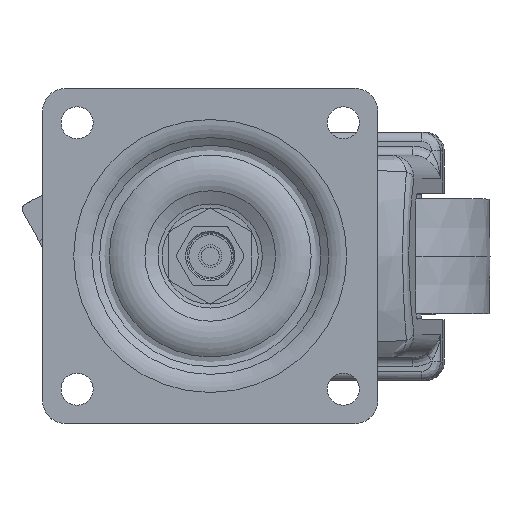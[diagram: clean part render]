
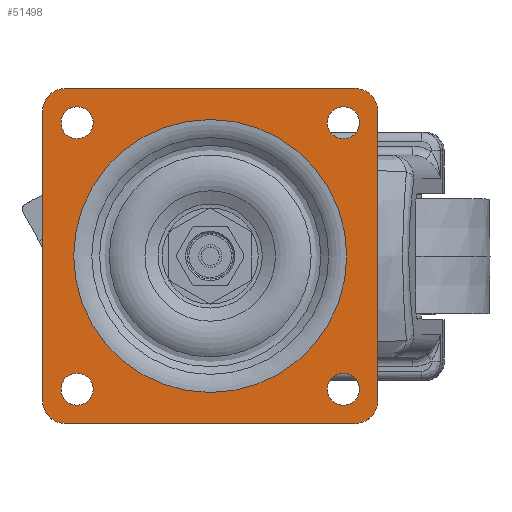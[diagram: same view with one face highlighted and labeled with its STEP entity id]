
A CAD part, top view. The second image highlights one B-rep face of the part: STEP entity #51498.
In plain terms, the highlighted planar face has unit normal (0, 0, 1).
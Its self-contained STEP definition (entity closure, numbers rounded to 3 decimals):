
#50975=CARTESIAN_POINT('',(29.732,0.,0.));
#50976=VERTEX_POINT('',#50975);
#50977=CARTESIAN_POINT('',(0.,0.,0.));
#50978=DIRECTION('',(0.0,0.0,-1.0));
#50979=DIRECTION('',(1.0,0.0,0.0));
#50980=AXIS2_PLACEMENT_3D('',#50977,#50978,#50979);
#50981=CIRCLE('',#50980,29.732);
#50982=EDGE_CURVE('',#50976,#50976,#50981,.T.);
#51116=CARTESIAN_POINT('',(25.5,-29.,0.));
#51117=VERTEX_POINT('',#51116);
#51118=CARTESIAN_POINT('',(29.,-29.,0.));
#51119=DIRECTION('',(0.0,0.0,-1.0));
#51120=DIRECTION('',(1.0,0.0,0.0));
#51121=AXIS2_PLACEMENT_3D('',#51118,#51119,#51120);
#51122=CIRCLE('',#51121,3.5);
#51123=EDGE_CURVE('',#51117,#51117,#51122,.T.);
#51144=CARTESIAN_POINT('',(25.5,29.,0.));
#51145=VERTEX_POINT('',#51144);
#51146=CARTESIAN_POINT('',(29.,29.,0.));
#51147=DIRECTION('',(0.0,0.0,-1.0));
#51148=DIRECTION('',(1.0,0.0,0.0));
#51149=AXIS2_PLACEMENT_3D('',#51146,#51147,#51148);
#51150=CIRCLE('',#51149,3.5);
#51151=EDGE_CURVE('',#51145,#51145,#51150,.T.);
#51172=CARTESIAN_POINT('',(-32.5,-29.,0.));
#51173=VERTEX_POINT('',#51172);
#51174=CARTESIAN_POINT('',(-29.,-29.,0.));
#51175=DIRECTION('',(0.0,0.0,-1.0));
#51176=DIRECTION('',(1.0,0.0,0.0));
#51177=AXIS2_PLACEMENT_3D('',#51174,#51175,#51176);
#51178=CIRCLE('',#51177,3.5);
#51179=EDGE_CURVE('',#51173,#51173,#51178,.T.);
#51200=CARTESIAN_POINT('',(-32.5,29.,0.));
#51201=VERTEX_POINT('',#51200);
#51202=CARTESIAN_POINT('',(-29.,29.,0.));
#51203=DIRECTION('',(0.0,0.0,-1.0));
#51204=DIRECTION('',(1.0,0.0,0.0));
#51205=AXIS2_PLACEMENT_3D('',#51202,#51203,#51204);
#51206=CIRCLE('',#51205,3.5);
#51207=EDGE_CURVE('',#51201,#51201,#51206,.T.);
#51227=CARTESIAN_POINT('',(31.5,-36.5,0.));
#51228=VERTEX_POINT('',#51227);
#51235=CARTESIAN_POINT('',(-31.5,-36.5,0.));
#51236=VERTEX_POINT('',#51235);
#51237=CARTESIAN_POINT('',(31.5,-36.5,0.));
#51238=DIRECTION('',(-1.0,0.0,0.0));
#51239=VECTOR('',#51238,63.);
#51240=LINE('',#51237,#51239);
#51241=EDGE_CURVE('',#51228,#51236,#51240,.T.);
#51266=CARTESIAN_POINT('',(36.5,-31.5,0.));
#51267=VERTEX_POINT('',#51266);
#51274=CARTESIAN_POINT('',(31.5,-31.5,0.));
#51275=DIRECTION('',(0.0,0.0,-1.0));
#51276=DIRECTION('',(1.0,0.0,0.0));
#51277=AXIS2_PLACEMENT_3D('',#51274,#51275,#51276);
#51278=CIRCLE('',#51277,5.0);
#51279=EDGE_CURVE('',#51267,#51228,#51278,.T.);
#51298=CARTESIAN_POINT('',(36.5,31.5,0.));
#51299=VERTEX_POINT('',#51298);
#51306=CARTESIAN_POINT('',(36.5,31.5,0.));
#51307=DIRECTION('',(0.0,-1.0,0.0));
#51308=VECTOR('',#51307,63.);
#51309=LINE('',#51306,#51308);
#51310=EDGE_CURVE('',#51299,#51267,#51309,.T.);
#51330=CARTESIAN_POINT('',(31.5,36.5,0.));
#51331=VERTEX_POINT('',#51330);
#51338=CARTESIAN_POINT('',(31.5,31.5,0.));
#51339=DIRECTION('',(0.0,0.0,-1.0));
#51340=DIRECTION('',(1.0,0.0,0.0));
#51341=AXIS2_PLACEMENT_3D('',#51338,#51339,#51340);
#51342=CIRCLE('',#51341,5.0);
#51343=EDGE_CURVE('',#51331,#51299,#51342,.T.);
#51362=CARTESIAN_POINT('',(-31.5,36.5,0.));
#51363=VERTEX_POINT('',#51362);
#51370=CARTESIAN_POINT('',(-31.5,36.5,0.));
#51371=DIRECTION('',(1.0,0.0,0.0));
#51372=VECTOR('',#51371,63.);
#51373=LINE('',#51370,#51372);
#51374=EDGE_CURVE('',#51363,#51331,#51373,.T.);
#51394=CARTESIAN_POINT('',(-36.5,31.5,0.));
#51395=VERTEX_POINT('',#51394);
#51402=CARTESIAN_POINT('',(-31.5,31.5,0.));
#51403=DIRECTION('',(0.0,0.0,-1.0));
#51404=DIRECTION('',(1.0,0.0,0.0));
#51405=AXIS2_PLACEMENT_3D('',#51402,#51403,#51404);
#51406=CIRCLE('',#51405,5.0);
#51407=EDGE_CURVE('',#51395,#51363,#51406,.T.);
#51426=CARTESIAN_POINT('',(-36.5,-31.5,0.));
#51427=VERTEX_POINT('',#51426);
#51434=CARTESIAN_POINT('',(-36.5,-31.5,0.));
#51435=DIRECTION('',(0.0,1.0,0.0));
#51436=VECTOR('',#51435,63.);
#51437=LINE('',#51434,#51436);
#51438=EDGE_CURVE('',#51427,#51395,#51437,.T.);
#51457=CARTESIAN_POINT('',(-31.5,-31.5,0.));
#51458=DIRECTION('',(0.0,0.0,-1.0));
#51459=DIRECTION('',(1.0,0.0,0.0));
#51460=AXIS2_PLACEMENT_3D('',#51457,#51458,#51459);
#51461=CIRCLE('',#51460,5.0);
#51462=EDGE_CURVE('',#51236,#51427,#51461,.T.);
#51468=CARTESIAN_POINT('',(29.806,0.,0.));
#51469=DIRECTION('',(0.0,0.0,1.0));
#51470=DIRECTION('',(1.0,0.0,0.0));
#51471=AXIS2_PLACEMENT_3D('',#51468,#51469,#51470);
#51472=PLANE('',#51471);
#51473=ORIENTED_EDGE('',*,*,#51462,.F.);
#51474=ORIENTED_EDGE('',*,*,#51241,.F.);
#51475=ORIENTED_EDGE('',*,*,#51279,.F.);
#51476=ORIENTED_EDGE('',*,*,#51310,.F.);
#51477=ORIENTED_EDGE('',*,*,#51343,.F.);
#51478=ORIENTED_EDGE('',*,*,#51374,.F.);
#51479=ORIENTED_EDGE('',*,*,#51407,.F.);
#51480=ORIENTED_EDGE('',*,*,#51438,.F.);
#51481=EDGE_LOOP('',(#51473,#51474,#51475,#51476,#51477,#51478,#51479,#51480));
#51482=FACE_OUTER_BOUND('',#51481,.T.);
#51483=ORIENTED_EDGE('',*,*,#51207,.T.);
#51484=EDGE_LOOP('',(#51483));
#51485=FACE_BOUND('',#51484,.T.);
#51486=ORIENTED_EDGE('',*,*,#51179,.T.);
#51487=EDGE_LOOP('',(#51486));
#51488=FACE_BOUND('',#51487,.T.);
#51489=ORIENTED_EDGE('',*,*,#51151,.T.);
#51490=EDGE_LOOP('',(#51489));
#51491=FACE_BOUND('',#51490,.T.);
#51492=ORIENTED_EDGE('',*,*,#51123,.T.);
#51493=EDGE_LOOP('',(#51492));
#51494=FACE_BOUND('',#51493,.T.);
#51495=ORIENTED_EDGE('',*,*,#50982,.T.);
#51496=EDGE_LOOP('',(#51495));
#51497=FACE_BOUND('',#51496,.T.);
#51498=ADVANCED_FACE('',(#51482,#51485,#51488,#51491,#51494,#51497),#51472,.T.);
